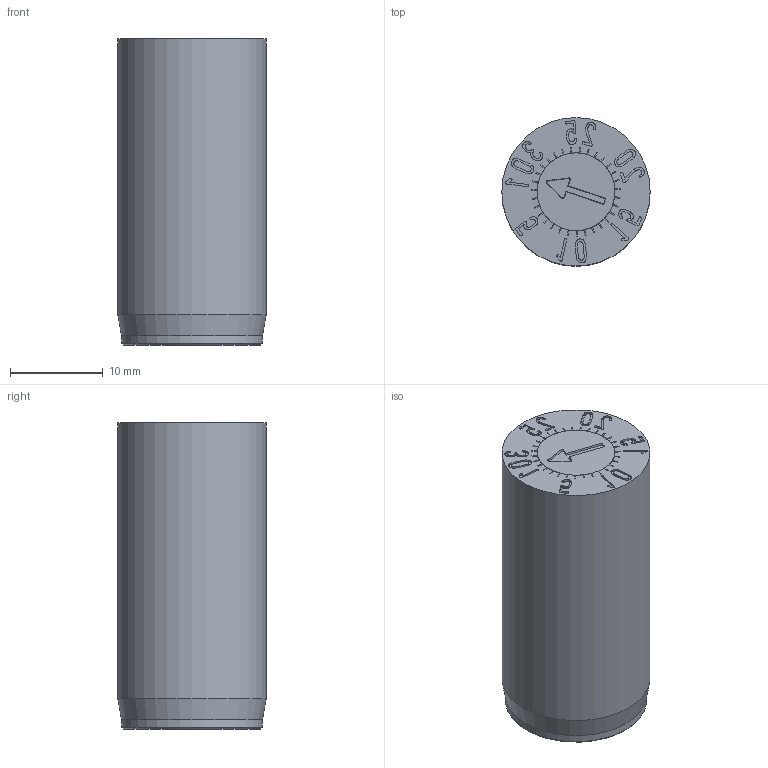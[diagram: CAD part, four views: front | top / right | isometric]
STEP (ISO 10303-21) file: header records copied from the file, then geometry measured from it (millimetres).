
FILE_DESCRIPTION(/* description */ (''),/* implementation_level */ '2;1');
FILE_NAME(/* name */ 'Dati-1000_T$16$00.stp',/* time_stamp */ '2025-08-01T14:21:04+02:00',/* author */ ('olafg'),/* organization */ (''),/* preprocessor_version */ 'ST-DEVELOPER v20',/* originating_system */ 'Autodesk Inventor 2024',/* authorisation */ '');
FILE_SCHEMA (('AUTOMOTIVE_DESIGN { 1 0 10303 214 3 1 1 }'));
Length unit declared in the file: millimetre
Products named in the file (3): Zusammenbau 1016; 1016-01-00 Hülse; 2016-05-00 Stelleinsatz
Assembly tree (2 placements, depth 2):
  Zusammenbau 1016
    1016-01-00 Hülse
    2016-05-00 Stelleinsatz
Bounding box: 16 x 16 x 33 mm (x, y, z)
Volume: 5549.9 mm3; surface area: 3192 mm2
Topology: 2 solids, 2 shells, 425 faces, 1112 edges, 740 vertices
Faces by surface type: plane 227, bspline 178, cone 12, cylinder 7, torus 1
Full cylindrical faces by diameter (mm): 3.5 x2, 8 x1, 8.4 x2, 15.2 x1, 16 x1
Entity records: 14082 total; most frequent: CARTESIAN_POINT 4688, ORIENTED_EDGE 2224, DIRECTION 1297, EDGE_CURVE 1112, VERTEX_POINT 740, LINE 719, VECTOR 719, EDGE_LOOP 476
